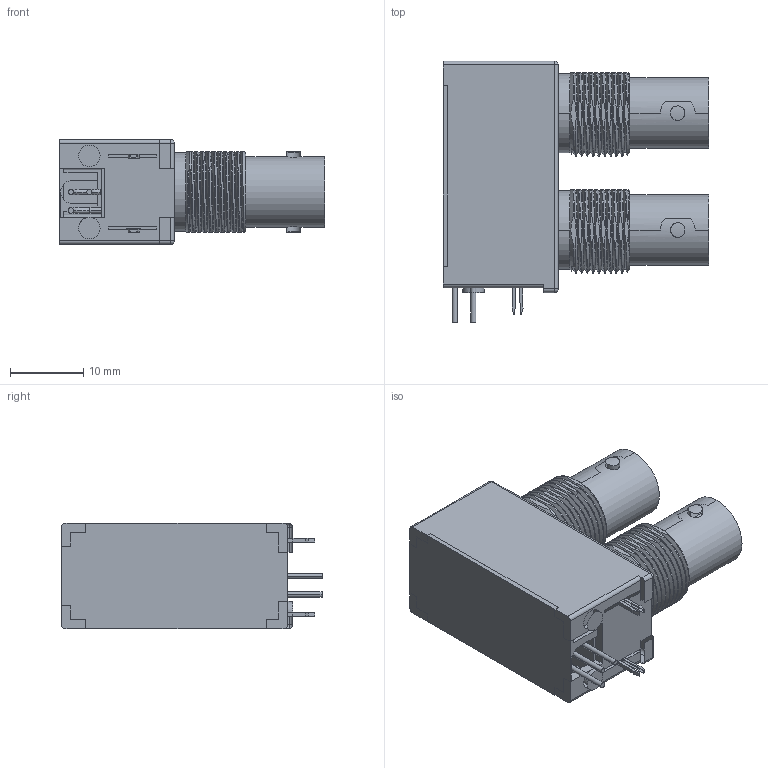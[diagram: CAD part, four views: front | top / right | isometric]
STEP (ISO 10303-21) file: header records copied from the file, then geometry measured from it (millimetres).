
FILE_DESCRIPTION((''),'2;1');
FILE_NAME('031-6051_SW0001','2013-08-26T',('KARTHIK R'),(''),'PRO/ENGINEER BY PARAMETRIC TECHNOLOGY CORPORATION, 2010100','PRO/ENGINEER BY PARAMETRIC TECHNOLOGY CORPORATION, 2010100','');
FILE_SCHEMA(('CONFIG_CONTROL_DESIGN'));
Length unit declared in the file: millimetre
Products named in the file (1): 031-6051_SW0001
Bounding box: 36.33 x 35.8 x 14.4 mm (x, y, z)
Surface area: 6854.9 mm2 (no closed solid volume)
Topology: 0 solids, 28 shells, 302 faces, 1007 edges, 725 vertices
Faces by surface type: plane 158, cylinder 100, bspline 18, cone 16, torus 6, sphere 4
Entity records: 19436 total; most frequent: CARTESIAN_POINT 11276, ORIENTED_EDGE 1706, DIRECTION 1422, EDGE_CURVE 1007, VERTEX_POINT 725, VECTOR 560, LINE 560, AXIS2_PLACEMENT_3D 431
